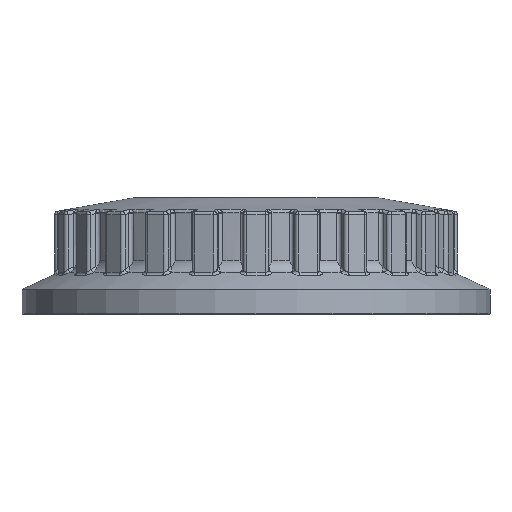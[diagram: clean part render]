
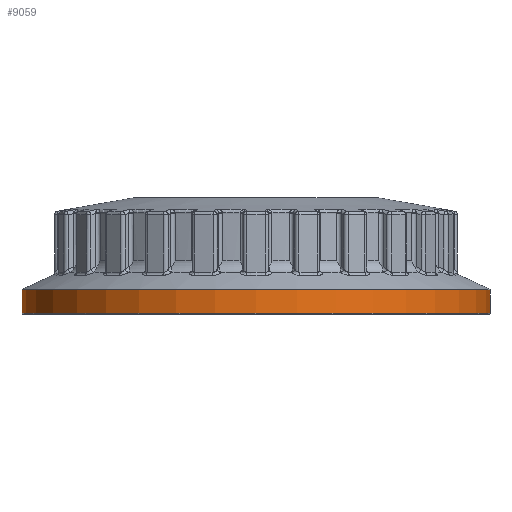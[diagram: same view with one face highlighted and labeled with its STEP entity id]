
A CAD part, front view. The second image highlights one B-rep face of the part: STEP entity #9059.
In plain terms, the highlighted cylindrical face has radius 34.5 mm (diameter 69 mm), a full revolution.
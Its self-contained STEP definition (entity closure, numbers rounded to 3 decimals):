
#1293=CYLINDRICAL_SURFACE('',#9952,34.5);
#1657=FACE_OUTER_BOUND('',#2300,.T.);
#2300=EDGE_LOOP('',(#7378,#7379,#7380,#7381,#7382));
#2735=LINE('',#21206,#2960);
#2960=VECTOR('',#11439,31.5);
#3277=CIRCLE('',#9713,34.5);
#3469=CIRCLE('',#9953,34.5);
#3470=CIRCLE('',#9954,34.5);
#4145=VERTEX_POINT('',#16523);
#4303=VERTEX_POINT('',#21205);
#4304=VERTEX_POINT('',#21207);
#5095=EDGE_CURVE('',#4145,#4145,#3277,.T.);
#5501=EDGE_CURVE('',#4145,#4303,#2735,.T.);
#5502=EDGE_CURVE('',#4304,#4303,#3469,.T.);
#5503=EDGE_CURVE('',#4303,#4304,#3470,.T.);
#7378=ORIENTED_EDGE('',*,*,#5095,.F.);
#7379=ORIENTED_EDGE('',*,*,#5501,.T.);
#7380=ORIENTED_EDGE('',*,*,#5502,.F.);
#7381=ORIENTED_EDGE('',*,*,#5503,.F.);
#7382=ORIENTED_EDGE('',*,*,#5501,.F.);
#9059=ADVANCED_FACE('',(#1657),#1293,.T.);
#9713=AXIS2_PLACEMENT_3D('',#16524,#10959,#10960);
#9952=AXIS2_PLACEMENT_3D('',#21204,#11437,#11438);
#9953=AXIS2_PLACEMENT_3D('',#21208,#11440,#11441);
#9954=AXIS2_PLACEMENT_3D('',#21209,#11442,#11443);
#10959=DIRECTION('center_axis',(0.,0.,
-1.));
#10960=DIRECTION('ref_axis',(1.,0.,0.));
#11437=DIRECTION('center_axis',(0.,0.,1.));
#11438=DIRECTION('ref_axis',(1.,0.,0.));
#11439=DIRECTION('',(0.,0.,1.));
#11440=DIRECTION('center_axis',(0.,0.,1.));
#11441=DIRECTION('ref_axis',(1.,0.,0.));
#11442=DIRECTION('center_axis',(0.,0.,1.));
#11443=DIRECTION('ref_axis',(1.,0.,0.));
#16523=CARTESIAN_POINT('',(-34.5,0.,13.638));
#16524=CARTESIAN_POINT('Origin',(0.,0.,
13.638));
#21204=CARTESIAN_POINT('Origin',(0.,0.,
5.18));
#21205=CARTESIAN_POINT('',(-34.5,0.,17.118));
#21206=CARTESIAN_POINT('',(-34.5,0.,5.18));
#21207=CARTESIAN_POINT('',(34.5,0.,17.118));
#21208=CARTESIAN_POINT('Origin',(0.,0.,
17.118));
#21209=CARTESIAN_POINT('Origin',(0.,0.,
17.118));
